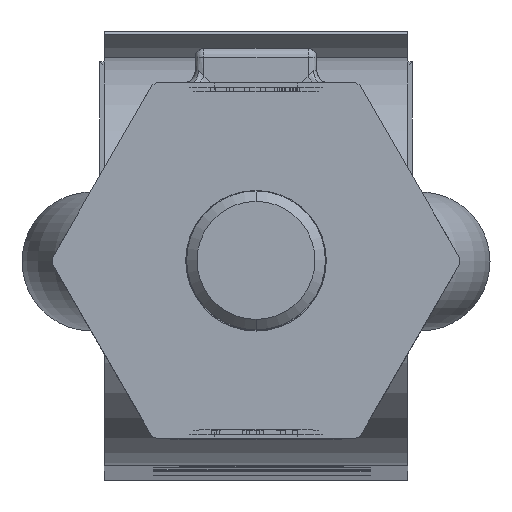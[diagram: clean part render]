
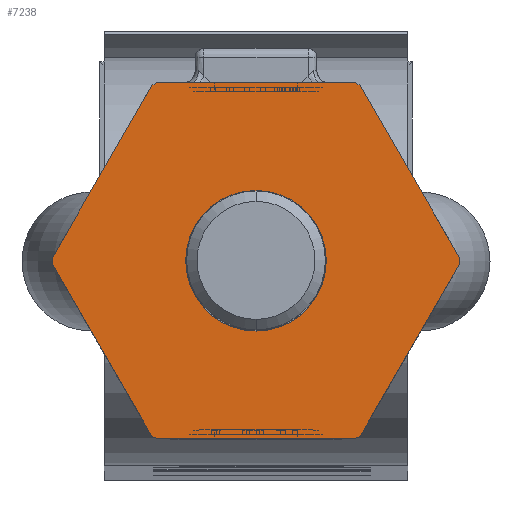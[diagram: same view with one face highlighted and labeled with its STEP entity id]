
A CAD part, top view. The second image highlights one B-rep face of the part: STEP entity #7238.
In plain terms, the highlighted planar face has unit normal (0, 0, 1).
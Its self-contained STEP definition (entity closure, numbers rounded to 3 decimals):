
#1=DIRECTION('',(-0.866,-0.5,0.));
#2=VECTOR('',#1,0.594);
#3=CARTESIAN_POINT('',(-11.493,20.5,54.5));
#4=LINE('',#3,#2);
#15=CARTESIAN_POINT('',(0.,0.,54.5));
#16=DIRECTION('',(0.,0.,-1.));
#17=DIRECTION('',(1.,0.,0.));
#18=AXIS2_PLACEMENT_3D('',#15,#16,#17);
#20=CARTESIAN_POINT('',(0.,0.,54.5));
#21=DIRECTION('',(0.,0.,-1.));
#22=DIRECTION('',(-1.,0.,0.));
#23=AXIS2_PLACEMENT_3D('',#20,#21,#22);
#75=DIRECTION('',(-1.,0.,0.));
#76=VECTOR('',#75,22.986);
#77=CARTESIAN_POINT('',(11.493,20.5,54.5));
#78=LINE('',#77,#76);
#599=DIRECTION('',(0.866,0.5,0.));
#600=VECTOR('',#599,0.594);
#601=CARTESIAN_POINT('',(11.493,-20.5,54.5));
#602=LINE('',#601,#600);
#733=DIRECTION('',(1.,0.,0.));
#734=VECTOR('',#733,22.986);
#735=CARTESIAN_POINT('',(-11.493,-20.5,54.5));
#736=LINE('',#735,#734);
#3066=DIRECTION('',(0.866,-0.5,0.));
#3067=VECTOR('',#3066,0.594);
#3068=CARTESIAN_POINT('',(-12.007,-20.203,54.5));
#3069=LINE('',#3068,#3067);
#3100=DIRECTION('',(0.5,-0.866,0.));
#3101=VECTOR('',#3100,22.986);
#3102=CARTESIAN_POINT('',(-23.5,-0.297,54.5));
#3103=LINE('',#3102,#3101);
#3108=DIRECTION('',(0.,-1.,0.));
#3109=VECTOR('',#3108,0.594);
#3110=CARTESIAN_POINT('',(-23.5,0.297,54.5));
#3111=LINE('',#3110,#3109);
#3116=DIRECTION('',(-0.5,-0.866,0.));
#3117=VECTOR('',#3116,22.986);
#3118=CARTESIAN_POINT('',(-12.007,20.203,54.5));
#3119=LINE('',#3118,#3117);
#3124=DIRECTION('',(0.5,0.866,0.));
#3125=VECTOR('',#3124,22.986);
#3126=CARTESIAN_POINT('',(12.007,-20.203,54.5));
#3127=LINE('',#3126,#3125);
#3132=DIRECTION('',(0.,1.,0.));
#3133=VECTOR('',#3132,0.594);
#3134=CARTESIAN_POINT('',(23.5,-0.297,54.5));
#3135=LINE('',#3134,#3133);
#3140=DIRECTION('',(-0.5,0.866,0.));
#3141=VECTOR('',#3140,22.986);
#3142=CARTESIAN_POINT('',(23.5,0.297,54.5));
#3143=LINE('',#3142,#3141);
#3148=DIRECTION('',(-0.866,0.5,0.));
#3149=VECTOR('',#3148,0.594);
#3150=CARTESIAN_POINT('',(12.007,20.203,54.5));
#3151=LINE('',#3150,#3149);
#6040=CARTESIAN_POINT('',(-11.493,20.5,54.5));
#6041=CARTESIAN_POINT('',(-12.007,20.203,54.5));
#6042=VERTEX_POINT('',#6040);
#6043=VERTEX_POINT('',#6041);
#6044=CARTESIAN_POINT('',(-23.5,0.297,54.5));
#6045=VERTEX_POINT('',#6044);
#6046=CARTESIAN_POINT('',(-23.5,-0.297,54.5));
#6047=VERTEX_POINT('',#6046);
#6048=CARTESIAN_POINT('',(-12.007,-20.203,54.5));
#6049=VERTEX_POINT('',#6048);
#6050=CARTESIAN_POINT('',(-11.493,-20.5,54.5));
#6051=VERTEX_POINT('',#6050);
#6052=CARTESIAN_POINT('',(11.493,-20.5,54.5));
#6053=VERTEX_POINT('',#6052);
#6054=CARTESIAN_POINT('',(12.007,-20.203,54.5));
#6055=VERTEX_POINT('',#6054);
#6056=CARTESIAN_POINT('',(23.5,-0.297,54.5));
#6057=VERTEX_POINT('',#6056);
#6058=CARTESIAN_POINT('',(23.5,0.297,54.5));
#6059=VERTEX_POINT('',#6058);
#6060=CARTESIAN_POINT('',(12.007,20.203,54.5));
#6061=VERTEX_POINT('',#6060);
#6062=CARTESIAN_POINT('',(11.493,20.5,54.5));
#6063=VERTEX_POINT('',#6062);
#6865=CARTESIAN_POINT('',(8.1,0.,54.5));
#6866=CARTESIAN_POINT('',(-8.1,0.,54.5));
#6867=VERTEX_POINT('',#6865);
#6868=VERTEX_POINT('',#6866);
#7202=CARTESIAN_POINT('',(50.,-50.,54.5));
#7203=DIRECTION('',(0.,0.,-1.));
#7204=DIRECTION('',(-1.,0.,0.));
#7205=AXIS2_PLACEMENT_3D('',#7202,#7203,#7204);
#7206=PLANE('',#7205);
#7207=ORIENTED_EDGE('',*,*,#7191,.F.);
#7209=ORIENTED_EDGE('',*,*,#7208,.F.);
#7211=ORIENTED_EDGE('',*,*,#7210,.F.);
#7213=ORIENTED_EDGE('',*,*,#7212,.F.);
#7215=ORIENTED_EDGE('',*,*,#7214,.F.);
#7217=ORIENTED_EDGE('',*,*,#7216,.F.);
#7219=ORIENTED_EDGE('',*,*,#7218,.F.);
#7221=ORIENTED_EDGE('',*,*,#7220,.F.);
#7223=ORIENTED_EDGE('',*,*,#7222,.F.);
#7225=ORIENTED_EDGE('',*,*,#7224,.F.);
#7227=ORIENTED_EDGE('',*,*,#7226,.F.);
#7229=ORIENTED_EDGE('',*,*,#7228,.F.);
#7230=EDGE_LOOP('',(#7207,#7209,#7211,#7213,#7215,#7217,#7219,#7221,#7223,#7225,
#7227,#7229));
#7231=FACE_OUTER_BOUND('',#7230,.F.);
#7233=ORIENTED_EDGE('',*,*,#7232,.F.);
#7235=ORIENTED_EDGE('',*,*,#7234,.F.);
#7236=EDGE_LOOP('',(#7233,#7235));
#7237=FACE_BOUND('',#7236,.F.);
#7238=ADVANCED_FACE('',(#7231,#7237),#7206,.F.);
#19=CIRCLE('',#18,8.1);
#24=CIRCLE('',#23,8.1);
#7191=EDGE_CURVE('',#6042,#6043,#4,.T.);
#7208=EDGE_CURVE('',#6063,#6042,#78,.T.);
#7210=EDGE_CURVE('',#6061,#6063,#3151,.T.);
#7212=EDGE_CURVE('',#6059,#6061,#3143,.T.);
#7214=EDGE_CURVE('',#6057,#6059,#3135,.T.);
#7216=EDGE_CURVE('',#6055,#6057,#3127,.T.);
#7218=EDGE_CURVE('',#6053,#6055,#602,.T.);
#7220=EDGE_CURVE('',#6051,#6053,#736,.T.);
#7222=EDGE_CURVE('',#6049,#6051,#3069,.T.);
#7224=EDGE_CURVE('',#6047,#6049,#3103,.T.);
#7226=EDGE_CURVE('',#6045,#6047,#3111,.T.);
#7228=EDGE_CURVE('',#6043,#6045,#3119,.T.);
#7232=EDGE_CURVE('',#6867,#6868,#19,.T.);
#7234=EDGE_CURVE('',#6868,#6867,#24,.T.);
